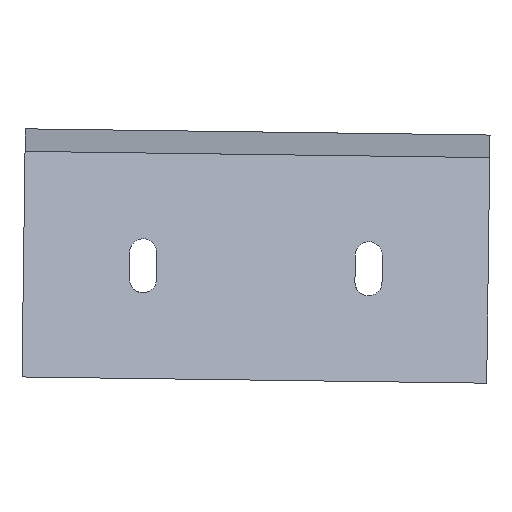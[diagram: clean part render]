
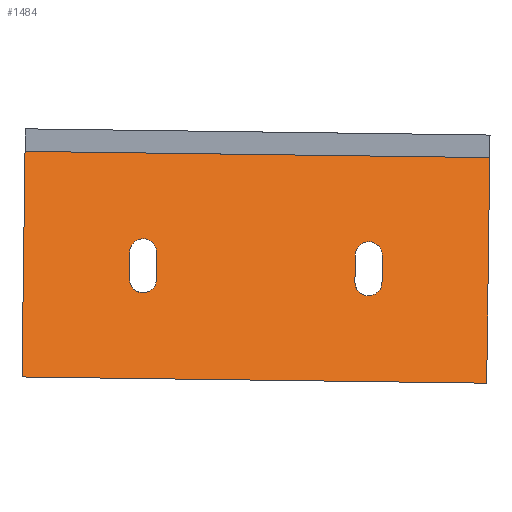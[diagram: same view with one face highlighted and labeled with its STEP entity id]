
A CAD part, front view. The second image highlights one B-rep face of the part: STEP entity #1484.
In plain terms, the highlighted face is planar.
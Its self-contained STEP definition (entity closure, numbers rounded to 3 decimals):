
#47=ELLIPSE('',#1702,6.385,6.);
#48=ELLIPSE('',#1706,6.385,6.);
#49=ELLIPSE('',#1709,6.385,6.);
#50=ELLIPSE('',#1713,6.385,6.);
#83=FACE_BOUND('',#284,.T.);
#84=FACE_BOUND('',#285,.T.);
#111=PLANE('',#1716);
#196=FACE_OUTER_BOUND('',#283,.T.);
#283=EDGE_LOOP('',(#1172,#1173,#1174,#1175));
#284=EDGE_LOOP('',(#1176,#1177,#1178,#1179));
#285=EDGE_LOOP('',(#1180,#1181,#1182,#1183));
#382=LINE('',#2394,#521);
#387=LINE('',#2408,#526);
#392=LINE('',#2426,#531);
#396=LINE('',#2437,#535);
#398=LINE('',#2442,#537);
#399=LINE('',#2444,#538);
#400=LINE('',#2446,#539);
#401=LINE('',#2447,#540);
#521=VECTOR('',#1935,10.);
#526=VECTOR('',#1948,10.);
#531=VECTOR('',#1967,10.);
#535=VECTOR('',#1979,10.);
#537=VECTOR('',#1983,10.);
#538=VECTOR('',#1984,10.);
#539=VECTOR('',#1985,10.);
#540=VECTOR('',#1986,10.);
#725=VERTEX_POINT('',#2392);
#726=VERTEX_POINT('',#2393);
#729=VERTEX_POINT('',#2401);
#731=VERTEX_POINT('',#2407);
#733=VERTEX_POINT('',#2416);
#734=VERTEX_POINT('',#2417);
#737=VERTEX_POINT('',#2425);
#739=VERTEX_POINT('',#2431);
#741=VERTEX_POINT('',#2440);
#742=VERTEX_POINT('',#2441);
#743=VERTEX_POINT('',#2443);
#744=VERTEX_POINT('',#2445);
#884=EDGE_CURVE('',#725,#726,#382,.T.);
#888=EDGE_CURVE('',#726,#729,#47,.T.);
#891=EDGE_CURVE('',#729,#731,#387,.T.);
#894=EDGE_CURVE('',#731,#725,#48,.T.);
#896=EDGE_CURVE('',#733,#734,#49,.T.);
#900=EDGE_CURVE('',#734,#737,#392,.T.);
#903=EDGE_CURVE('',#737,#739,#50,.T.);
#906=EDGE_CURVE('',#739,#733,#396,.T.);
#908=EDGE_CURVE('',#741,#742,#398,.T.);
#909=EDGE_CURVE('',#743,#741,#399,.T.);
#910=EDGE_CURVE('',#744,#743,#400,.T.);
#911=EDGE_CURVE('',#742,#744,#401,.T.);
#1172=ORIENTED_EDGE('',*,*,#908,.F.);
#1173=ORIENTED_EDGE('',*,*,#909,.F.);
#1174=ORIENTED_EDGE('',*,*,#910,.F.);
#1175=ORIENTED_EDGE('',*,*,#911,.F.);
#1176=ORIENTED_EDGE('',*,*,#891,.T.);
#1177=ORIENTED_EDGE('',*,*,#894,.T.);
#1178=ORIENTED_EDGE('',*,*,#884,.T.);
#1179=ORIENTED_EDGE('',*,*,#888,.T.);
#1180=ORIENTED_EDGE('',*,*,#903,.T.);
#1181=ORIENTED_EDGE('',*,*,#906,.T.);
#1182=ORIENTED_EDGE('',*,*,#896,.T.);
#1183=ORIENTED_EDGE('',*,*,#900,.T.);
#1484=ADVANCED_FACE('',(#196,#83,#84),#111,.T.);
#1702=AXIS2_PLACEMENT_3D('',#2402,#1941,#1942);
#1706=AXIS2_PLACEMENT_3D('',#2413,#1953,#1954);
#1709=AXIS2_PLACEMENT_3D('',#2418,#1959,#1960);
#1713=AXIS2_PLACEMENT_3D('',#2432,#1972,#1973);
#1716=AXIS2_PLACEMENT_3D('',#2439,#1981,#1982);
#1935=DIRECTION('',(0.,-0.94,0.342));
#1941=DIRECTION('center_axis',(0.,-0.342,-0.94));
#1942=DIRECTION('ref_axis',(0.,0.94,-0.342));
#1948=DIRECTION('',(0.,0.94,-0.342));
#1953=DIRECTION('center_axis',(0.,-0.342,-0.94));
#1954=DIRECTION('ref_axis',(0.,-0.94,0.342));
#1959=DIRECTION('center_axis',(0.,-0.342,-0.94));
#1960=DIRECTION('ref_axis',(0.,0.94,-0.342));
#1967=DIRECTION('',(0.,0.94,-0.342));
#1972=DIRECTION('center_axis',(0.,-0.342,-0.94));
#1973=DIRECTION('ref_axis',(0.,-0.94,0.342));
#1979=DIRECTION('',(0.,-0.94,0.342));
#1981=DIRECTION('center_axis',(0.,0.342,0.94));
#1982=DIRECTION('ref_axis',(0.,0.94,-0.342));
#1983=DIRECTION('',(0.,-0.94,0.342));
#1984=DIRECTION('',(1.,0.,0.));
#1985=DIRECTION('',(0.,0.94,-0.342));
#1986=DIRECTION('',(-1.,0.,0.));
#2392=CARTESIAN_POINT('',(59.,-44.,16.015));
#2393=CARTESIAN_POINT('',(59.,-56.,20.382));
#2394=CARTESIAN_POINT('',(59.,-71.511,26.028));
#2401=CARTESIAN_POINT('',(47.,-56.,20.382));
#2402=CARTESIAN_POINT('Origin',(53.,-56.,20.382));
#2407=CARTESIAN_POINT('',(47.,-44.,16.015));
#2408=CARTESIAN_POINT('',(47.,-66.213,24.099));
#2413=CARTESIAN_POINT('Origin',(53.,-44.,16.015));
#2416=CARTESIAN_POINT('',(159.,-56.,20.382));
#2417=CARTESIAN_POINT('',(147.,-56.,20.382));
#2418=CARTESIAN_POINT('Origin',(153.,-56.,20.382));
#2425=CARTESIAN_POINT('',(147.,-44.,16.015));
#2426=CARTESIAN_POINT('',(147.,-66.213,24.099));
#2431=CARTESIAN_POINT('',(159.,-44.,16.015));
#2432=CARTESIAN_POINT('Origin',(153.,-44.,16.015));
#2437=CARTESIAN_POINT('',(159.,-71.511,26.028));
#2439=CARTESIAN_POINT('Origin',(206.,-100.,36.397));
#2440=CARTESIAN_POINT('',(206.,0.,0.));
#2441=CARTESIAN_POINT('',(206.,-100.,36.397));
#2442=CARTESIAN_POINT('',(206.,0.,0.));
#2443=CARTESIAN_POINT('',(0.,0.,0.));
#2444=CARTESIAN_POINT('',(0.,0.,0.));
#2445=CARTESIAN_POINT('',(0.,-100.,36.397));
#2446=CARTESIAN_POINT('',(0.,0.,0.));
#2447=CARTESIAN_POINT('',(206.,-100.,36.397));
